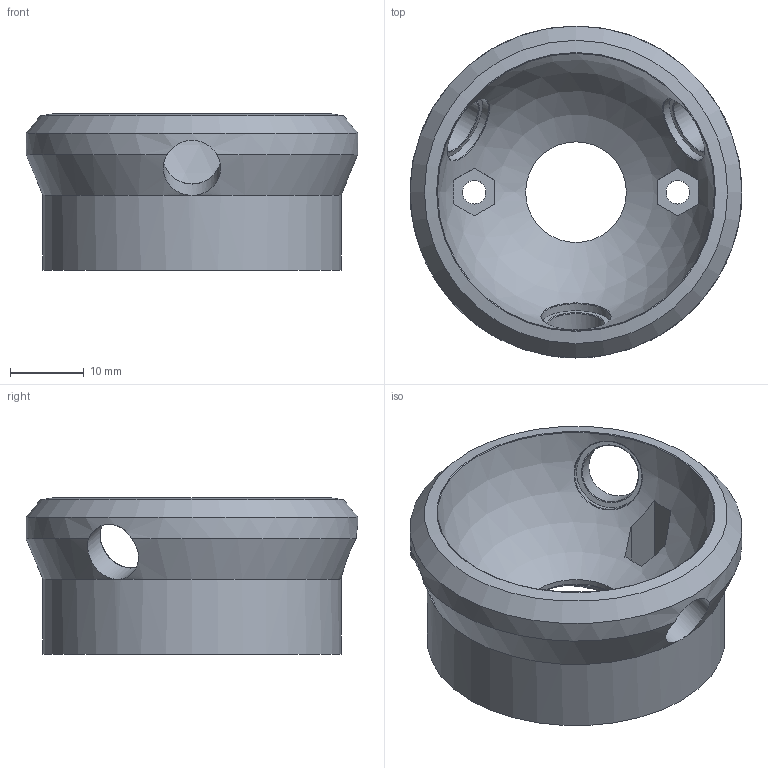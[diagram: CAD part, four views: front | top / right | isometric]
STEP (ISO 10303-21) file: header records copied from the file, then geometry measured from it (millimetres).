
FILE_DESCRIPTION(/* description */ (''),/* implementation_level */ '2;1');
FILE_NAME(/* name */ 'Trackball Mount Semi.step',/* time_stamp */ '2023-08-28T17:11:51+01:00',/* author */ (''),/* organization */ (''),/* preprocessor_version */ 'ST-DEVELOPER v20',/* originating_system */ 'Autodesk Translation Framework v12.9.0.99',/* authorisation */ '');
FILE_SCHEMA (('AUTOMOTIVE_DESIGN { 1 0 10303 214 3 1 1 }'));
Length unit declared in the file: millimetre
Products named in the file (1): Trackball Mount Semi
Bounding box: 45 x 45 x 21.2 mm (x, y, z)
Volume: 14093.3 mm3; surface area: 6853.7 mm2
Topology: 1 solids, 1 shells, 60 faces, 159 edges, 102 vertices
Faces by surface type: plane 27, cylinder 15, cone 10, torus 4, bspline 3, sphere 1
Full cylindrical faces by diameter (mm): 3.2 x2, 7.8 x3, 9.4 x3, 13.647 x1, 40.4 x1, 45 x1
Entity records: 2230 total; most frequent: CARTESIAN_POINT 676, DIRECTION 320, ORIENTED_EDGE 318, EDGE_CURVE 159, AXIS2_PLACEMENT_3D 127, VERTEX_POINT 102, EDGE_LOOP 73, CIRCLE 69
